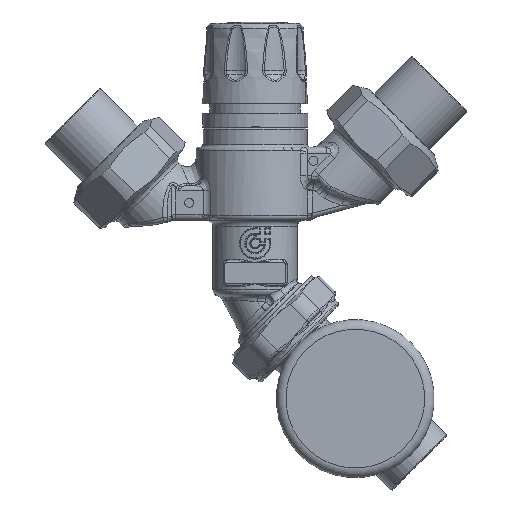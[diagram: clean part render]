
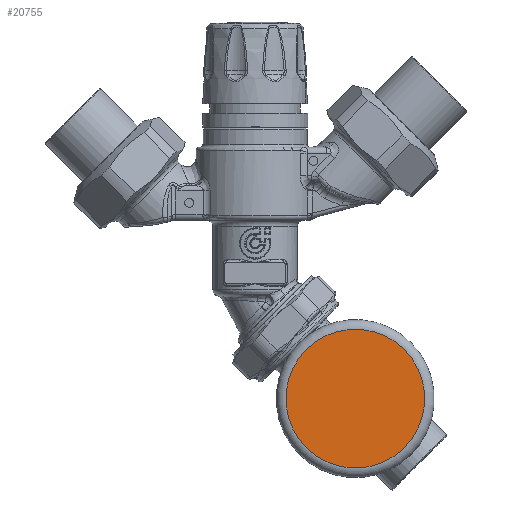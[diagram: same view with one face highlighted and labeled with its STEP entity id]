
A CAD part, top view. The second image highlights one B-rep face of the part: STEP entity #20755.
In plain terms, the highlighted planar face has unit normal (0, 0, 1).
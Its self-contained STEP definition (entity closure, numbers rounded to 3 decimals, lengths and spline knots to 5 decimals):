
#3758=FACE_OUTER_BOUND('',#5202,.T.);
#5202=EDGE_LOOP('',(#19134));
#8139=CIRCLE('',#23368,0.905);
#9882=VERTEX_POINT('',#78169);
#12964=EDGE_CURVE('',#9882,#9882,#8139,.T.);
#19134=ORIENTED_EDGE('',*,*,#12964,.F.);
#19359=PLANE('',#23374);
#20755=ADVANCED_FACE('',(#3758),#19359,.T.);
#23368=AXIS2_PLACEMENT_3D('',#78170,#29049,#29050);
#23374=AXIS2_PLACEMENT_3D('',#78180,#29062,#29063);
#29049=DIRECTION('center_axis',(0.,0.,-1.));
#29050=DIRECTION('ref_axis',(-1.,0.,0.));
#29062=DIRECTION('center_axis',(0.,0.,1.));
#29063=DIRECTION('ref_axis',(1.,0.,0.));
#78169=CARTESIAN_POINT('',(-0.905,0.,0.41));
#78170=CARTESIAN_POINT('Origin',(0.,0.,0.41));
#78180=CARTESIAN_POINT('Origin',(0.,0.,0.41));
